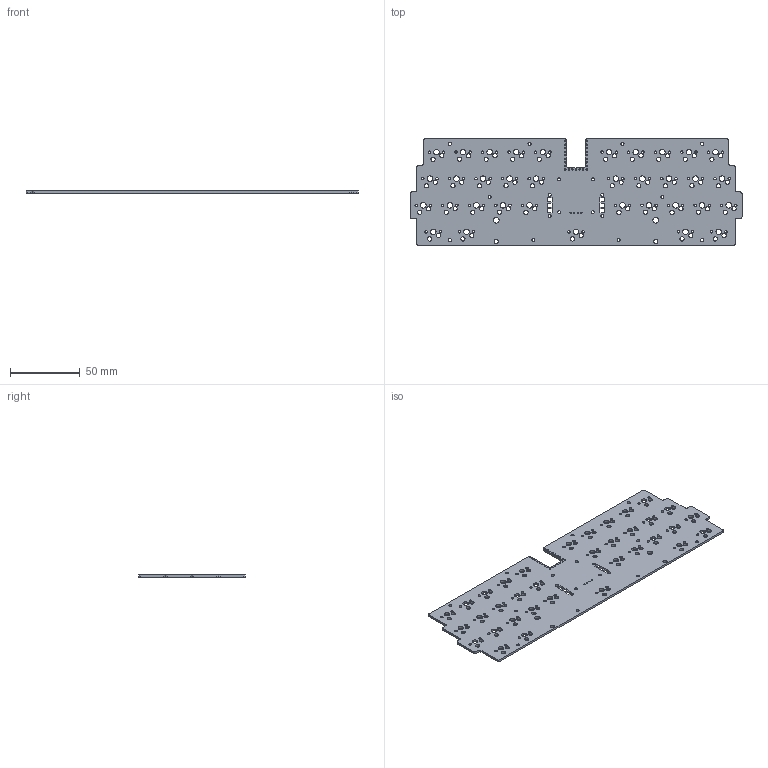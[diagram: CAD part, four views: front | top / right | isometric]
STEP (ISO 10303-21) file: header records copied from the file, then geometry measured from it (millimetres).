
FILE_DESCRIPTION(('HOOPS Exchange Step'),'2;1');
FILE_NAME('temp_export','2025-07-15T12:14:24-04:00',('jscotto'),('Shapr3D Limited'),'HOOPS Exchange 2024.8','Shapr3D','Authorized');
FILE_SCHEMA( ('AP242_MANAGED_MODEL_BASED_3D_ENGINEERING_MIM_LF {1 0 10303 442 1 1 4}') );
Length unit declared in the file: millimetre
Products named in the file (1): PCB
Bounding box: 238.12 x 76.2 x 1.6 mm (x, y, z)
Volume: 25334.2 mm3; surface area: 35644.1 mm2
Topology: 1 solids, 1 shells, 290 faces, 1312 edges, 1024 vertices
Faces by surface type: cylinder 244, plane 46
Full cylindrical faces by diameter (mm): 1 x27, 1.75 x70, 2.2 x18, 3.048 x2, 3.05 x70, 3.988 x2, 4 x35
Entity records: 15452 total; most frequent: DIRECTION 2832, CARTESIAN_POINT 2628, ORIENTED_EDGE 2624, EDGE_CURVE 1312, AXIS2_PLACEMENT_3D 1228, VERTEX_POINT 1024, CIRCLE 936, EDGE_LOOP 750
